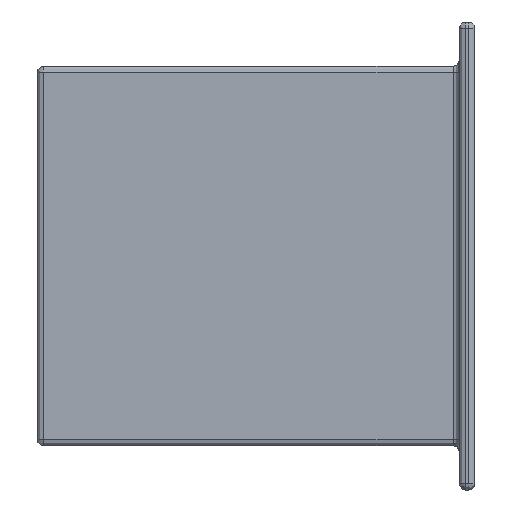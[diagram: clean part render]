
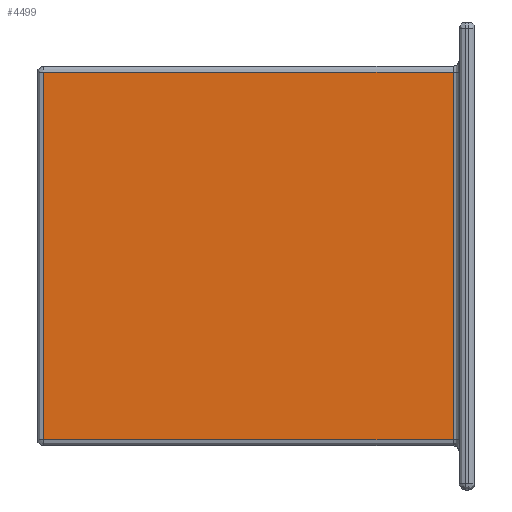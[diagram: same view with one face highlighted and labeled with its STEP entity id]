
A CAD part, left-side view. The second image highlights one B-rep face of the part: STEP entity #4499.
In plain terms, the highlighted planar face has unit normal (-1, 0, 0).
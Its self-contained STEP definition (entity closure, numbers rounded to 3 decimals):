
#263 = EDGE_CURVE ( 'NONE', #3589, #1112, #8791, .T. ) ;
#367 = VECTOR ( 'NONE', #11475, 1000. ) ;
#426 = DIRECTION ( 'NONE',  ( 0., 0., 1. ) ) ;
#638 = CARTESIAN_POINT ( 'NONE',  ( -10.236, 10.162, 4.486 ) ) ;
#1039 = CARTESIAN_POINT ( 'NONE',  ( -10.236, 10.312, -4.635 ) ) ;
#1051 = ORIENTED_EDGE ( 'NONE', *, *, #8402, .T. ) ;
#1112 = VERTEX_POINT ( 'NONE', #11587 ) ;
#1165 = CARTESIAN_POINT ( 'NONE',  ( -10.236, 0.15, -4.486 ) ) ;
#1779 = ORIENTED_EDGE ( 'NONE', *, *, #263, .T. ) ;
#1937 = FACE_OUTER_BOUND ( 'NONE', #5310, .T. ) ;
#2559 = EDGE_CURVE ( 'NONE', #1112, #3418, #7919, .T. ) ;
#3010 = EDGE_CURVE ( 'NONE', #4704, #3589, #7214, .T. ) ;
#3418 = VERTEX_POINT ( 'NONE', #1165 ) ;
#3589 = VERTEX_POINT ( 'NONE', #638 ) ;
#4499 = ADVANCED_FACE ( 'NONE', ( #1937 ), #6863, .T. ) ;
#4704 = VERTEX_POINT ( 'NONE', #11443 ) ;
#5310 = EDGE_LOOP ( 'NONE', ( #7366, #1051, #11865, #1779 ) ) ;
#5438 = VECTOR ( 'NONE', #426, 1000. ) ;
#5676 = DIRECTION ( 'NONE',  ( 0., 0., -1. ) ) ;
#5984 = AXIS2_PLACEMENT_3D ( 'NONE', #1039, #6728, #9601 ) ;
#6728 = DIRECTION ( 'NONE',  ( -1., 0., 0. ) ) ;
#6820 = CARTESIAN_POINT ( 'NONE',  ( -10.236, 10.162, -4.635 ) ) ;
#6863 = PLANE ( 'NONE',  #5984 ) ;
#7214 = LINE ( 'NONE', #10457, #367 ) ;
#7366 = ORIENTED_EDGE ( 'NONE', *, *, #2559, .T. ) ;
#7919 = LINE ( 'NONE', #11889, #8856 ) ;
#8344 = LINE ( 'NONE', #9244, #5438 ) ;
#8402 = EDGE_CURVE ( 'NONE', #3418, #4704, #8344, .T. ) ;
#8791 = LINE ( 'NONE', #6820, #10339 ) ;
#8856 = VECTOR ( 'NONE', #9970, 1000. ) ;
#9244 = CARTESIAN_POINT ( 'NONE',  ( -10.236, 0.15, -4.635 ) ) ;
#9601 = DIRECTION ( 'NONE',  ( 0., 0., 1. ) ) ;
#9970 = DIRECTION ( 'NONE',  ( 0., -1., 0. ) ) ;
#10339 = VECTOR ( 'NONE', #5676, 1000. ) ;
#10457 = CARTESIAN_POINT ( 'NONE',  ( -10.236, 10.312, 4.486 ) ) ;
#11443 = CARTESIAN_POINT ( 'NONE',  ( -10.236, 0.15, 4.486 ) ) ;
#11475 = DIRECTION ( 'NONE',  ( 0., 1., 0. ) ) ;
#11587 = CARTESIAN_POINT ( 'NONE',  ( -10.236, 10.162, -4.486 ) ) ;
#11865 = ORIENTED_EDGE ( 'NONE', *, *, #3010, .T. ) ;
#11889 = CARTESIAN_POINT ( 'NONE',  ( -10.236, 0., -4.486 ) ) ;
